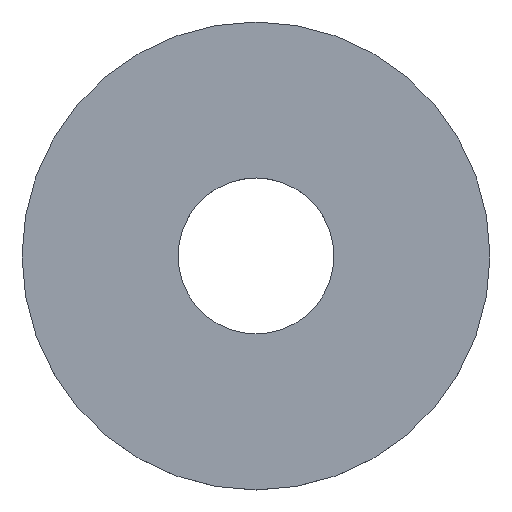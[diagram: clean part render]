
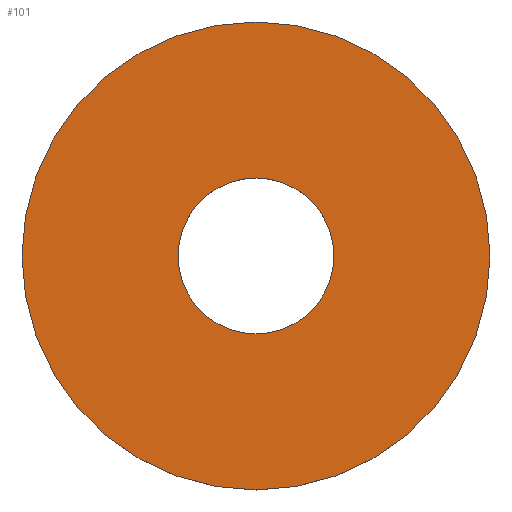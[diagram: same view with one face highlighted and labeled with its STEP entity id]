
A CAD part, top view. The second image highlights one B-rep face of the part: STEP entity #101.
In plain terms, the highlighted planar face has unit normal (0, 0, 1).
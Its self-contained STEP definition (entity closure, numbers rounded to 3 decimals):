
#9 = ORIENTED_EDGE ( 'NONE', *, *, #21, .T. ) ;
#21 = EDGE_CURVE ( 'NONE', #108, #108, #77, .T. ) ;
#26 = CARTESIAN_POINT ( 'NONE',  ( 0., 2.5, 0.7 ) ) ;
#29 = CARTESIAN_POINT ( 'NONE',  ( 0., 0., 0.7 ) ) ;
#36 = DIRECTION ( 'NONE',  ( 0., 0., -1. ) ) ;
#38 = DIRECTION ( 'NONE',  ( 0., 0., 1. ) ) ;
#40 = FACE_BOUND ( 'NONE', #146, .T. ) ;
#62 = CARTESIAN_POINT ( 'NONE',  ( 0., 7.5, 0.7 ) ) ;
#77 = CIRCLE ( 'NONE', #97, 2.5 ) ;
#81 = PLANE ( 'NONE',  #165 ) ;
#89 = CIRCLE ( 'NONE', #123, 7.5 ) ;
#95 = DIRECTION ( 'NONE',  ( 0., 0., -1. ) ) ;
#97 = AXIS2_PLACEMENT_3D ( 'NONE', #136, #36, #107 ) ;
#101 = ADVANCED_FACE ( 'NONE', ( #40, #158 ), #81, .T. ) ;
#107 = DIRECTION ( 'NONE',  ( 0., 1., 0. ) ) ;
#108 = VERTEX_POINT ( 'NONE', #128 ) ;
#117 = EDGE_LOOP ( 'NONE', ( #167 ) ) ;
#123 = AXIS2_PLACEMENT_3D ( 'NONE', #29, #95, #159 ) ;
#128 = CARTESIAN_POINT ( 'NONE',  ( 0., 2.5, 0.7 ) ) ;
#129 = EDGE_CURVE ( 'NONE', #148, #148, #89, .T. ) ;
#130 = DIRECTION ( 'NONE',  ( 0., -1., 0. ) ) ;
#136 = CARTESIAN_POINT ( 'NONE',  ( 0., 0., 0.7 ) ) ;
#146 = EDGE_LOOP ( 'NONE', ( #9 ) ) ;
#148 = VERTEX_POINT ( 'NONE', #62 ) ;
#158 = FACE_OUTER_BOUND ( 'NONE', #117, .T. ) ;
#159 = DIRECTION ( 'NONE',  ( 0., 1., 0. ) ) ;
#165 = AXIS2_PLACEMENT_3D ( 'NONE', #26, #38, #130 ) ;
#167 = ORIENTED_EDGE ( 'NONE', *, *, #129, .F. ) ;
